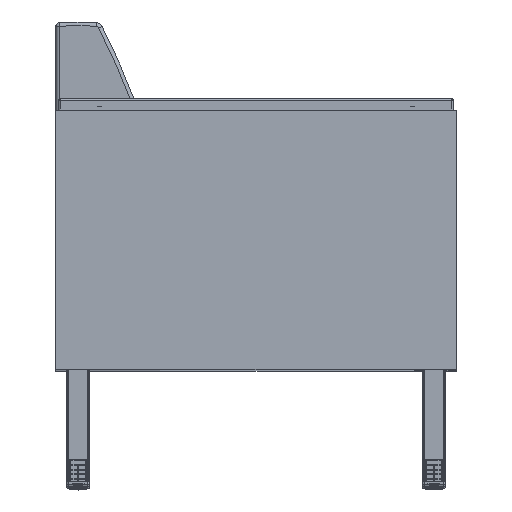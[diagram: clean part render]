
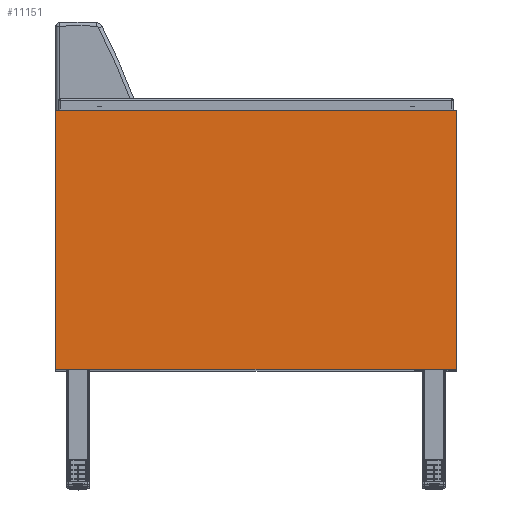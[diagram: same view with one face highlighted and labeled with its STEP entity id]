
A CAD part, top view. The second image highlights one B-rep face of the part: STEP entity #11151.
In plain terms, the highlighted planar face has unit normal (0, 0, 1).
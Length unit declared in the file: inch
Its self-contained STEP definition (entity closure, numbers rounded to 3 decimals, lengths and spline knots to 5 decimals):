
#1890=FACE_OUTER_BOUND('',#2709,.T.);
#2709=EDGE_LOOP('',(#7558,#7559,#7560,#7561));
#3590=LINE('',#16572,#4250);
#3593=LINE('',#16578,#4253);
#3596=LINE('',#16584,#4256);
#3599=LINE('',#16588,#4259);
#4250=VECTOR('',#13290,17.5);
#4253=VECTOR('',#13295,27.);
#4256=VECTOR('',#13300,17.5);
#4259=VECTOR('',#13305,27.);
#4910=VERTEX_POINT('',#16569);
#4911=VERTEX_POINT('',#16571);
#4913=VERTEX_POINT('',#16577);
#4915=VERTEX_POINT('',#16583);
#5850=EDGE_CURVE('',#4911,#4910,#3590,.T.);
#5853=EDGE_CURVE('',#4913,#4911,#3593,.T.);
#5856=EDGE_CURVE('',#4915,#4913,#3596,.T.);
#5859=EDGE_CURVE('',#4910,#4915,#3599,.T.);
#7558=ORIENTED_EDGE('',*,*,#5859,.T.);
#7559=ORIENTED_EDGE('',*,*,#5856,.T.);
#7560=ORIENTED_EDGE('',*,*,#5853,.T.);
#7561=ORIENTED_EDGE('',*,*,#5850,.T.);
#10919=PLANE('',#11980);
#11151=ADVANCED_FACE('',(#1890),#10919,.T.);
#11980=AXIS2_PLACEMENT_3D('',#16590,#13308,#13309);
#13290=DIRECTION('',(0.,1.,0.));
#13295=DIRECTION('',(1.,0.,0.));
#13300=DIRECTION('',(0.,-1.,0.));
#13305=DIRECTION('',(-1.,0.,0.));
#13308=DIRECTION('center_axis',(0.,0.,1.));
#13309=DIRECTION('ref_axis',(1.,0.,0.));
#16569=CARTESIAN_POINT('',(27.,0.,3.5));
#16571=CARTESIAN_POINT('',(27.,-17.5,3.5));
#16572=CARTESIAN_POINT('',(27.,0.,3.5));
#16577=CARTESIAN_POINT('',(0.,-17.5,3.5));
#16578=CARTESIAN_POINT('',(27.,-17.5,3.5));
#16583=CARTESIAN_POINT('',(0.,0.,3.5));
#16584=CARTESIAN_POINT('',(0.,-17.5,3.5));
#16588=CARTESIAN_POINT('',(0.,0.,3.5));
#16590=CARTESIAN_POINT('Origin',(13.5,-8.75,3.5));
